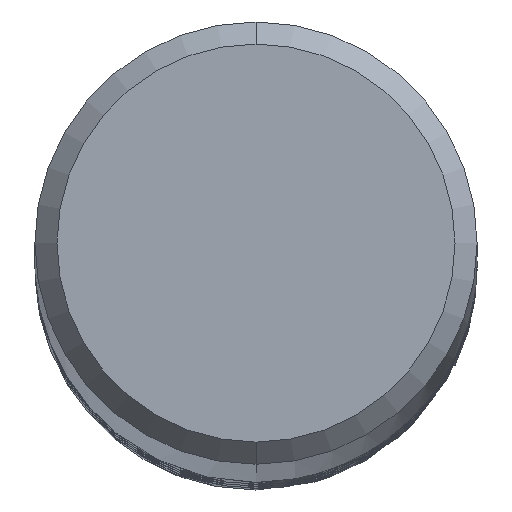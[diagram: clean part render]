
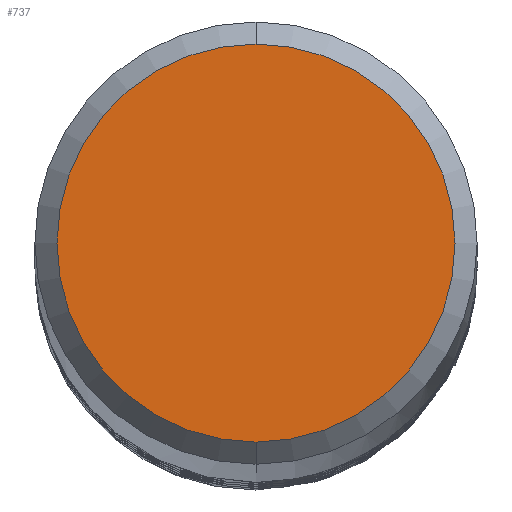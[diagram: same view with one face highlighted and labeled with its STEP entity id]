
A CAD part, top view. The second image highlights one B-rep face of the part: STEP entity #737.
In plain terms, the highlighted planar face has unit normal (0, 0, 1).
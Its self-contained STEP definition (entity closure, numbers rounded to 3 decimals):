
#293=EDGE_CURVE('',#359,#743,#790,.T.);
#359=VERTEX_POINT('',#861);
#561=EDGE_CURVE('',#743,#359,#1083,.T.);
#737=ADVANCED_FACE('',(#1274),#1275,.T.);
#743=VERTEX_POINT('',#1281);
#790=CIRCLE('',#1761,0.45);
#861=CARTESIAN_POINT('',(0.0,0.45,0.0));
#1083=CIRCLE('',#6360,0.45);
#1274=FACE_OUTER_BOUND('',#8021,.T.);
#1275=PLANE('',#8022);
#1281=CARTESIAN_POINT('',(0.,-0.45,0.0));
#1761=AXIS2_PLACEMENT_3D('',#8300,#8301,#8302);
#6360=AXIS2_PLACEMENT_3D('',#8623,#8624,#8625);
#8021=EDGE_LOOP('',(#8820,#8821));
#8022=AXIS2_PLACEMENT_3D('',#8822,#8823,#8824);
#8300=CARTESIAN_POINT('',(0.0,0.0,0.0));
#8301=DIRECTION('',(0.0,0.0,-1.0));
#8302=DIRECTION('',(0.0,1.0,0.0));
#8623=CARTESIAN_POINT('',(0.0,0.0,0.0));
#8624=DIRECTION('',(0.0,0.0,-1.0));
#8625=DIRECTION('',(0.0,1.0,0.0));
#8820=ORIENTED_EDGE('',*,*,#293,.F.);
#8821=ORIENTED_EDGE('',*,*,#561,.F.);
#8822=CARTESIAN_POINT('',(0.0,0.225,0.0));
#8823=DIRECTION('',(-0.0,0.0,1.0));
#8824=DIRECTION('',(0.0,-1.0,0.0));
